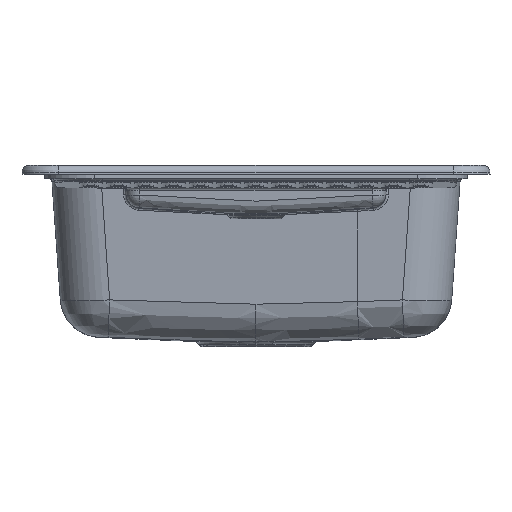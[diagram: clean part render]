
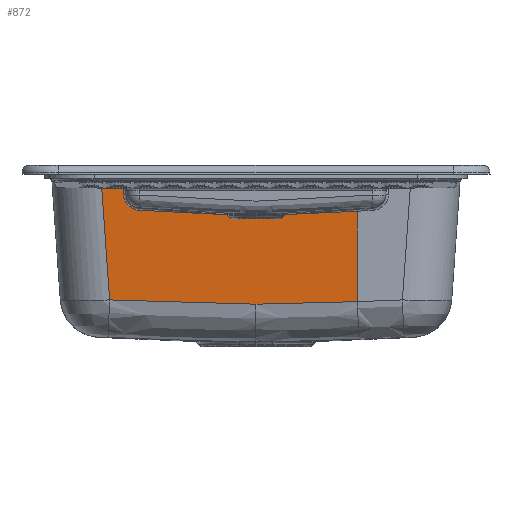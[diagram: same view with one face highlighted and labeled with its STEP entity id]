
A CAD part, left-side view. The second image highlights one B-rep face of the part: STEP entity #872.
In plain terms, the highlighted planar face has unit normal (-0.998, 0, -0.07).
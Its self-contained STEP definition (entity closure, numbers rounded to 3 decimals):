
#781=PLANE('',#10102);
#872=ADVANCED_FACE('',(#1548),#781,.T.);
#1548=FACE_OUTER_BOUND('',#2197,.T.);
#2197=EDGE_LOOP('',(#4139,#4140,#4141,#4142,#4143,#4144,#4145,#4146,#4147,
#4148,#4149));
#3477=B_SPLINE_CURVE_WITH_KNOTS('',3,(#13353,#13354,#13355,#13356,#13357,
#13358),.UNSPECIFIED.,.F.,.F.,(4,2,4),(0.,0.5,1.),.UNSPECIFIED.);
#3478=B_SPLINE_CURVE_WITH_KNOTS('',3,(#13363,#13364,#13365,#13366,#13367,
#13368),.UNSPECIFIED.,.F.,.F.,(4,2,4),(0.,0.259,1.),
 .UNSPECIFIED.);
#3479=B_SPLINE_CURVE_WITH_KNOTS('',3,(#13372,#13373,#13374,#13375,#13376,
#13377),.UNSPECIFIED.,.F.,.F.,(4,2,4),(0.,0.5,1.),.UNSPECIFIED.);
#3480=B_SPLINE_CURVE_WITH_KNOTS('',3,(#13379,#13380,#13381,#13382,#13383,
#13384),.UNSPECIFIED.,.F.,.F.,(4,2,4),(0.,0.5,1.),.UNSPECIFIED.);
#3481=B_SPLINE_CURVE_WITH_KNOTS('',3,(#13394,#13395,#13396,#13397,#13398,
#13399,#13400,#13401,#13402,#13403,#13404,#13405,#13406,#13407,#13408,#13409,
#13410,#13411,#13412,#13413,#13414,#13415,#13416,#13417,#13418,#13419,#13420,
#13421,#13422,#13423,#13424,#13425,#13426,#13427),.UNSPECIFIED.,.F.,.F.,
(4,1,1,1,1,1,1,1,2,2,1,1,1,1,2,2,1,1,1,1,1,1,1,2,2,4),(0.,0.125,
0.188,0.219,0.234,0.242,
0.246,0.248,0.249,0.25,
0.375,0.438,0.469,0.484,
0.492,0.5,0.625,0.688,0.719,
0.734,0.742,0.746,0.748,
0.749,0.75,1.),.UNSPECIFIED.);
#4139=ORIENTED_EDGE('',*,*,#8146,.F.);
#4140=ORIENTED_EDGE('',*,*,#8147,.T.);
#4141=ORIENTED_EDGE('',*,*,#8148,.T.);
#4142=ORIENTED_EDGE('',*,*,#8149,.T.);
#4143=ORIENTED_EDGE('',*,*,#8150,.T.);
#4144=ORIENTED_EDGE('',*,*,#8151,.T.);
#4145=ORIENTED_EDGE('',*,*,#8152,.F.);
#4146=ORIENTED_EDGE('',*,*,#8153,.F.);
#4147=ORIENTED_EDGE('',*,*,#8154,.F.);
#4148=ORIENTED_EDGE('',*,*,#8155,.F.);
#4149=ORIENTED_EDGE('',*,*,#8156,.T.);
#7235=VERTEX_POINT('',#13359);
#7236=VERTEX_POINT('',#13360);
#7237=VERTEX_POINT('',#13362);
#7238=VERTEX_POINT('',#13369);
#7239=VERTEX_POINT('',#13371);
#7240=VERTEX_POINT('',#13378);
#7241=VERTEX_POINT('',#13385);
#7242=VERTEX_POINT('',#13387);
#7243=VERTEX_POINT('',#13389);
#7244=VERTEX_POINT('',#13391);
#7245=VERTEX_POINT('',#13393);
#8146=EDGE_CURVE('',#7235,#7236,#3477,.T.);
#8147=EDGE_CURVE('',#7235,#7237,#9658,.T.);
#8148=EDGE_CURVE('',#7237,#7238,#3478,.T.);
#8149=EDGE_CURVE('',#7238,#7239,#9659,.T.);
#8150=EDGE_CURVE('',#7239,#7240,#3479,.T.);
#8151=EDGE_CURVE('',#7240,#7241,#3480,.T.);
#8152=EDGE_CURVE('',#7242,#7241,#9660,.T.);
#8153=EDGE_CURVE('',#7243,#7242,#9661,.T.);
#8154=EDGE_CURVE('',#7244,#7243,#9662,.T.);
#8155=EDGE_CURVE('',#7245,#7244,#9663,.T.);
#8156=EDGE_CURVE('',#7245,#7236,#3481,.T.);
#9658=LINE('',#13361,#9884);
#9659=LINE('',#13370,#9885);
#9660=LINE('',#13386,#9886);
#9661=LINE('',#13388,#9887);
#9662=LINE('',#13390,#9888);
#9663=LINE('',#13392,#9889);
#9884=VECTOR('',#11035,1.);
#9885=VECTOR('',#11036,1.);
#9886=VECTOR('',#11037,1.);
#9887=VECTOR('',#11038,1.);
#9888=VECTOR('',#11039,1.);
#9889=VECTOR('',#11040,1.);
#10102=AXIS2_PLACEMENT_3D('',#13428,#11041,#11042);
#11035=DIRECTION('',(-0.07,0.07,0.995));
#11036=DIRECTION('',(0.07,-0.07,-0.995));
#11037=DIRECTION('',(0.07,0.,-0.998));
#11038=DIRECTION('',(0.07,0.,-0.998));
#11039=DIRECTION('',(0.07,0.,-0.998));
#11040=DIRECTION('',(0.07,0.,-0.998));
#11041=DIRECTION('',(-0.998,0.,-0.07));
#11042=DIRECTION('',(0.07,0.,-0.998));
#13353=CARTESIAN_POINT('',(43.226,1144.757,-32.325));
#13354=CARTESIAN_POINT('',(43.529,1144.455,-36.65));
#13355=CARTESIAN_POINT('',(43.816,1142.565,-40.762));
#13356=CARTESIAN_POINT('',(44.242,1136.451,-46.847));
#13357=CARTESIAN_POINT('',(44.373,1132.328,-48.722));
#13358=CARTESIAN_POINT('',(44.393,1127.991,-49.009));
#13359=CARTESIAN_POINT('',(43.226,1144.757,-32.325));
#13360=CARTESIAN_POINT('',(44.393,1127.991,-49.009));
#13361=CARTESIAN_POINT('',(41.746,1146.238,-11.155));
#13362=CARTESIAN_POINT('',(42.178,1145.806,-17.331));
#13363=CARTESIAN_POINT('',(42.178,1145.806,-17.331));
#13364=CARTESIAN_POINT('',(42.178,1147.806,-17.331));
#13365=CARTESIAN_POINT('',(42.178,1149.806,-17.331));
#13366=CARTESIAN_POINT('',(42.178,1157.522,-17.331));
#13367=CARTESIAN_POINT('',(42.178,1163.238,-17.331));
#13368=CARTESIAN_POINT('',(42.178,1168.954,-17.331));
#13369=CARTESIAN_POINT('',(42.178,1168.954,-17.331));
#13370=CARTESIAN_POINT('',(41.722,1169.41,-10.81));
#13371=CARTESIAN_POINT('',(51.24,1159.892,-146.925));
#13372=CARTESIAN_POINT('',(51.24,1159.892,-146.925));
#13373=CARTESIAN_POINT('',(51.314,1133.251,-147.987));
#13374=CARTESIAN_POINT('',(51.387,1106.61,-149.031));
#13375=CARTESIAN_POINT('',(51.513,1053.316,-150.83));
#13376=CARTESIAN_POINT('',(51.567,1026.664,-151.602));
#13377=CARTESIAN_POINT('',(51.567,1000.,-151.602));
#13378=CARTESIAN_POINT('',(51.567,1000.,-151.602));
#13379=CARTESIAN_POINT('',(51.567,1000.,-151.602));
#13380=CARTESIAN_POINT('',(51.567,981.535,-151.602));
#13381=CARTESIAN_POINT('',(51.541,963.079,-151.226));
#13382=CARTESIAN_POINT('',(51.467,926.175,-150.177));
#13383=CARTESIAN_POINT('',(51.421,907.726,-149.52));
#13384=CARTESIAN_POINT('',(51.373,889.278,-148.832));
#13385=CARTESIAN_POINT('',(51.373,889.278,-148.832));
#13386=CARTESIAN_POINT('',(49.272,889.278,-118.779));
#13387=CARTESIAN_POINT('',(47.17,889.278,-88.726));
#13388=CARTESIAN_POINT('',(41.034,889.278,-0.977));
#13389=CARTESIAN_POINT('',(46.471,889.278,-78.73));
#13390=CARTESIAN_POINT('',(45.947,889.278,-71.233));
#13391=CARTESIAN_POINT('',(45.423,889.278,-63.736));
#13392=CARTESIAN_POINT('',(41.034,889.278,-0.977));
#13393=CARTESIAN_POINT('',(44.472,889.278,-50.141));
#13394=CARTESIAN_POINT('',(44.472,889.278,-50.141));
#13395=CARTESIAN_POINT('',(44.53,901.974,-50.966));
#13396=CARTESIAN_POINT('',(44.605,918.952,-52.037));
#13397=CARTESIAN_POINT('',(44.672,935.144,-52.995));
#13398=CARTESIAN_POINT('',(44.7,942.337,-53.4));
#13399=CARTESIAN_POINT('',(44.713,945.707,-53.585));
#13400=CARTESIAN_POINT('',(44.719,947.336,-53.673));
#13401=CARTESIAN_POINT('',(44.722,948.136,-53.716));
#13402=CARTESIAN_POINT('',(44.723,948.533,-53.737));
#13403=CARTESIAN_POINT('',(44.724,948.702,-53.746));
#13404=CARTESIAN_POINT('',(44.724,948.814,-53.752));
#13405=CARTESIAN_POINT('',(44.725,948.833,-53.753));
#13406=CARTESIAN_POINT('',(44.769,960.881,-54.391));
#13407=CARTESIAN_POINT('',(44.816,977.314,-55.062));
#13408=CARTESIAN_POINT('',(44.837,993.864,-55.36));
#13409=CARTESIAN_POINT('',(44.839,1001.484,-55.388));
#13410=CARTESIAN_POINT('',(44.838,1005.13,-55.371));
#13411=CARTESIAN_POINT('',(44.837,1006.657,-55.358));
#13412=CARTESIAN_POINT('',(44.836,1007.668,-55.347));
#13413=CARTESIAN_POINT('',(44.836,1008.224,-55.34));
#13414=CARTESIAN_POINT('',(44.828,1015.744,-55.239));
#13415=CARTESIAN_POINT('',(44.801,1028.514,-54.849));
#13416=CARTESIAN_POINT('',(44.739,1047.181,-53.962));
#13417=CARTESIAN_POINT('',(44.701,1057.456,-53.411));
#13418=CARTESIAN_POINT('',(44.679,1062.83,-53.108));
#13419=CARTESIAN_POINT('',(44.668,1065.575,-52.95));
#13420=CARTESIAN_POINT('',(44.663,1066.963,-52.869));
#13421=CARTESIAN_POINT('',(44.66,1067.66,-52.828));
#13422=CARTESIAN_POINT('',(44.659,1067.96,-52.811));
#13423=CARTESIAN_POINT('',(44.658,1068.16,-52.799));
#13424=CARTESIAN_POINT('',(44.657,1068.302,-52.791));
#13425=CARTESIAN_POINT('',(44.596,1083.28,-51.91));
#13426=CARTESIAN_POINT('',(44.508,1103.157,-50.651));
#13427=CARTESIAN_POINT('',(44.393,1127.991,-49.009));
#13428=CARTESIAN_POINT('',(41.034,1000.,-0.977));
